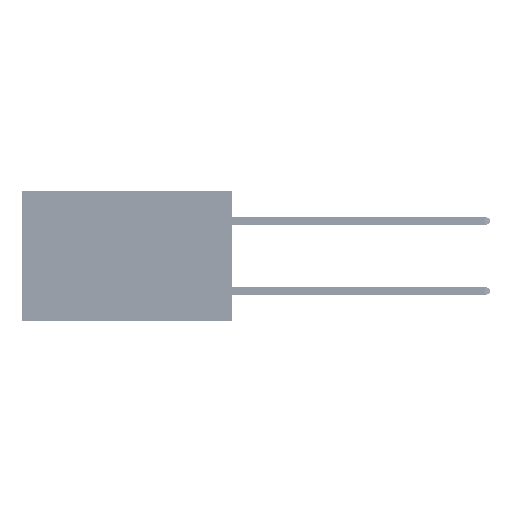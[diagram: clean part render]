
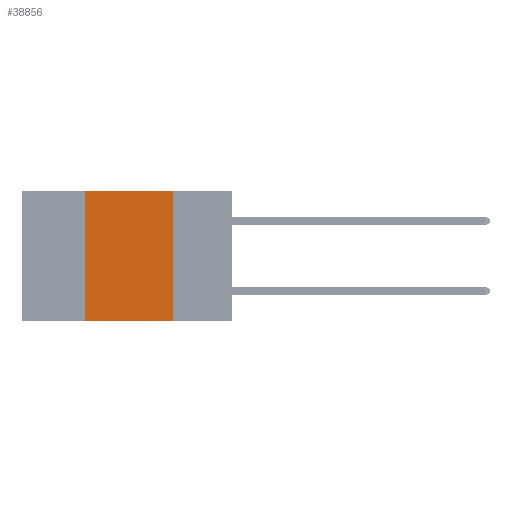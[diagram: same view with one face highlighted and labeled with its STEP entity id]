
A CAD part, left-side view. The second image highlights one B-rep face of the part: STEP entity #38856.
In plain terms, the highlighted planar face has unit normal (-1, 0, 0).
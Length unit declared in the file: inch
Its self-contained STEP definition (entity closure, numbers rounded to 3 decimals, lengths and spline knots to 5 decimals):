
#354 = CARTESIAN_POINT ( 'NONE',  ( 0., 0.17, 0. ) ) ;
#375 = EDGE_LOOP ( 'NONE', ( #25357, #15689, #14623, #48437 ) ) ;
#1185 = DIRECTION ( 'NONE',  ( 0., 0., 1. ) ) ;
#3551 = CARTESIAN_POINT ( 'NONE',  ( 0., 0.6, -0.37 ) ) ;
#4434 = FACE_OUTER_BOUND ( 'NONE', #375, .T. ) ;
#5720 = LINE ( 'NONE', #44282, #41503 ) ;
#6449 = VECTOR ( 'NONE', #40586, 39.37008 ) ;
#6542 = EDGE_CURVE ( 'NONE', #50178, #42202, #23206, .T. ) ;
#9086 = CARTESIAN_POINT ( 'NONE',  ( 0., 0.17, -0.37 ) ) ;
#10221 = LINE ( 'NONE', #28859, #6449 ) ;
#11892 = CARTESIAN_POINT ( 'NONE',  ( 0., 0.42, 0. ) ) ;
#13371 = CARTESIAN_POINT ( 'NONE',  ( 0., 0.42, -0.37 ) ) ;
#14623 = ORIENTED_EDGE ( 'NONE', *, *, #21230, .F. ) ;
#15689 = ORIENTED_EDGE ( 'NONE', *, *, #45897, .F. ) ;
#17710 = VECTOR ( 'NONE', #47164, 39.37008 ) ;
#21230 = EDGE_CURVE ( 'NONE', #50178, #37549, #5720, .T. ) ;
#21617 = VECTOR ( 'NONE', #34745, 39.37008 ) ;
#23206 = LINE ( 'NONE', #3551, #17710 ) ;
#24614 = DIRECTION ( 'NONE',  ( 0., 0., -1. ) ) ;
#25324 = LINE ( 'NONE', #31287, #21617 ) ;
#25357 = ORIENTED_EDGE ( 'NONE', *, *, #37107, .F. ) ;
#28021 = AXIS2_PLACEMENT_3D ( 'NONE', #32905, #28564, #24614 ) ;
#28564 = DIRECTION ( 'NONE',  ( 1., 0., 0. ) ) ;
#28859 = CARTESIAN_POINT ( 'NONE',  ( 0., 0.17, 0. ) ) ;
#31287 = CARTESIAN_POINT ( 'NONE',  ( 0., 0.6, 0. ) ) ;
#32905 = CARTESIAN_POINT ( 'NONE',  ( 0., 0.6, 0. ) ) ;
#33246 = PLANE ( 'NONE',  #28021 ) ;
#34745 = DIRECTION ( 'NONE',  ( 0., -1., 0. ) ) ;
#36417 = VERTEX_POINT ( 'NONE', #354 ) ;
#37107 = EDGE_CURVE ( 'NONE', #36417, #42202, #10221, .T. ) ;
#37549 = VERTEX_POINT ( 'NONE', #11892 ) ;
#38856 = ADVANCED_FACE ( 'NONE', ( #4434 ), #33246, .F. ) ;
#40586 = DIRECTION ( 'NONE',  ( 0., 0., -1. ) ) ;
#41503 = VECTOR ( 'NONE', #1185, 39.37008 ) ;
#42202 = VERTEX_POINT ( 'NONE', #9086 ) ;
#44282 = CARTESIAN_POINT ( 'NONE',  ( 0., 0.42, 0. ) ) ;
#45897 = EDGE_CURVE ( 'NONE', #37549, #36417, #25324, .T. ) ;
#47164 = DIRECTION ( 'NONE',  ( 0., -1., 0. ) ) ;
#48437 = ORIENTED_EDGE ( 'NONE', *, *, #6542, .T. ) ;
#50178 = VERTEX_POINT ( 'NONE', #13371 ) ;
